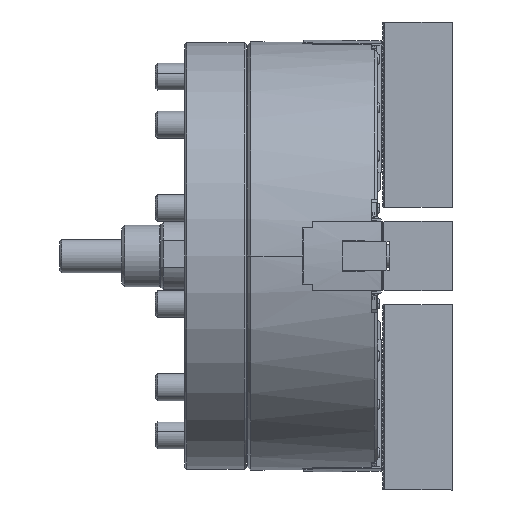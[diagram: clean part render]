
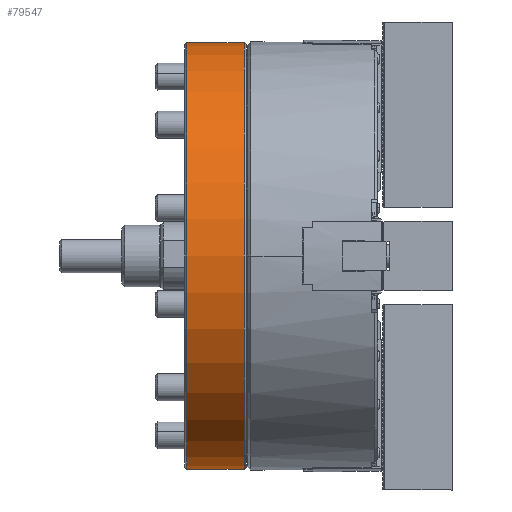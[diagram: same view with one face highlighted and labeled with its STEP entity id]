
A CAD part, front view. The second image highlights one B-rep face of the part: STEP entity #79547.
In plain terms, the highlighted cylindrical face has radius 190 mm (diameter 380 mm), a partial arc.
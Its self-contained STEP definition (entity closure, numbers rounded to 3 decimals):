
#1395 = CARTESIAN_POINT ( 'NONE',  ( 2., 0., 190. ) ) ;
#1594 = VERTEX_POINT ( 'NONE', #24094 ) ;
#2881 = DIRECTION ( 'NONE',  ( -1., 0., 0. ) ) ;
#5064 = DIRECTION ( 'NONE',  ( 0., 0., 1. ) ) ;
#6875 = CARTESIAN_POINT ( 'NONE',  ( 53., 0., 190. ) ) ;
#7184 = CIRCLE ( 'NONE', #21999, 190. ) ;
#8705 = EDGE_LOOP ( 'NONE', ( #27736, #19511, #71472, #28714 ) ) ;
#13310 = EDGE_CURVE ( 'NONE', #70170, #75473, #18267, .T. ) ;
#13843 = AXIS2_PLACEMENT_3D ( 'NONE', #62496, #56067, #5064 ) ;
#14070 = EDGE_CURVE ( 'NONE', #70170, #1594, #7184, .T. ) ;
#15127 = EDGE_CURVE ( 'NONE', #1594, #20968, #45884, .T. ) ;
#16957 = CARTESIAN_POINT ( 'NONE',  ( 53., 0., 0. ) ) ;
#17667 = CIRCLE ( 'NONE', #18503, 190. ) ;
#18267 = LINE ( 'NONE', #27457, #67152 ) ;
#18503 = AXIS2_PLACEMENT_3D ( 'NONE', #22221, #66846, #28679 ) ;
#19511 = ORIENTED_EDGE ( 'NONE', *, *, #15127, .T. ) ;
#20968 = VERTEX_POINT ( 'NONE', #55668 ) ;
#21999 = AXIS2_PLACEMENT_3D ( 'NONE', #16957, #61597, #23372 ) ;
#22221 = CARTESIAN_POINT ( 'NONE',  ( 2., 0., 0. ) ) ;
#23372 = DIRECTION ( 'NONE',  ( 0., 0., 1. ) ) ;
#24094 = CARTESIAN_POINT ( 'NONE',  ( 53., 0., -190. ) ) ;
#27457 = CARTESIAN_POINT ( 'NONE',  ( 0., 0., 190. ) ) ;
#27736 = ORIENTED_EDGE ( 'NONE', *, *, #14070, .T. ) ;
#28679 = DIRECTION ( 'NONE',  ( 0., 0., -1. ) ) ;
#28714 = ORIENTED_EDGE ( 'NONE', *, *, #13310, .F. ) ;
#28941 = VECTOR ( 'NONE', #2881, 1000. ) ;
#34684 = CARTESIAN_POINT ( 'NONE',  ( 0., 0., -190. ) ) ;
#45884 = LINE ( 'NONE', #34684, #28941 ) ;
#51007 = FACE_OUTER_BOUND ( 'NONE', #8705, .T. ) ;
#55668 = CARTESIAN_POINT ( 'NONE',  ( 2., 0., -190. ) ) ;
#56067 = DIRECTION ( 'NONE',  ( -1., 0., 0. ) ) ;
#59488 = DIRECTION ( 'NONE',  ( -1., 0., 0. ) ) ;
#61597 = DIRECTION ( 'NONE',  ( -1., 0., 0. ) ) ;
#62496 = CARTESIAN_POINT ( 'NONE',  ( 0., 0., 0. ) ) ;
#63963 = CYLINDRICAL_SURFACE ( 'NONE', #13843, 190. ) ;
#65201 = EDGE_CURVE ( 'NONE', #20968, #75473, #17667, .T. ) ;
#66846 = DIRECTION ( 'NONE',  ( 1., 0., 0. ) ) ;
#67152 = VECTOR ( 'NONE', #59488, 1000. ) ;
#70170 = VERTEX_POINT ( 'NONE', #6875 ) ;
#71472 = ORIENTED_EDGE ( 'NONE', *, *, #65201, .T. ) ;
#75473 = VERTEX_POINT ( 'NONE', #1395 ) ;
#79547 = ADVANCED_FACE ( 'NONE', ( #51007 ), #63963, .T. ) ;
